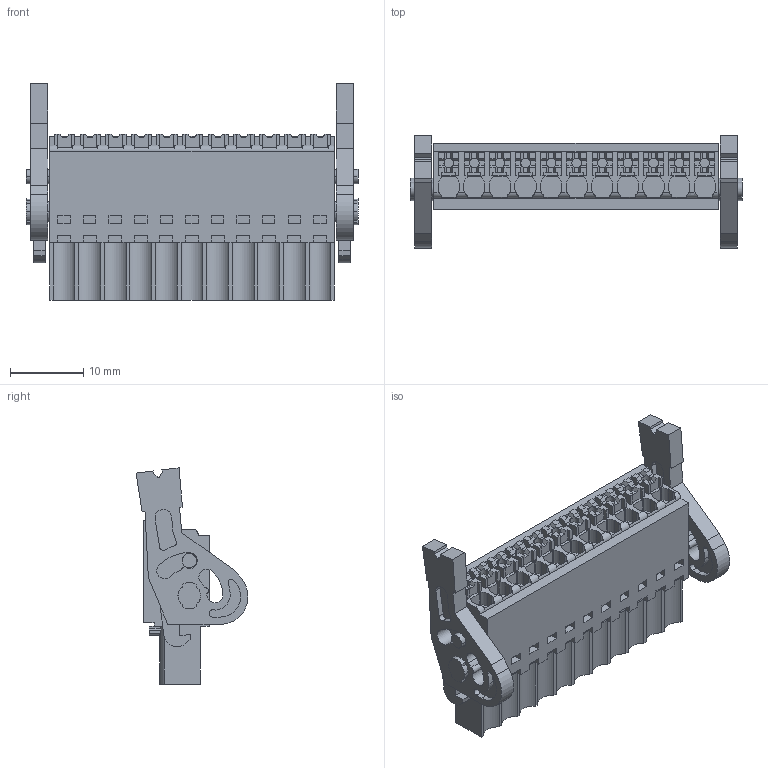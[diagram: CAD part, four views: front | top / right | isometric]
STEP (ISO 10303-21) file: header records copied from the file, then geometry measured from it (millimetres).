
FILE_DESCRIPTION(('CATIA V5 STEP Exchange','CAx-IF Rec.Pracs.--- Model Styling and Organization---1.2---2011-12-15'),'2;1');
FILE_NAME ('D1462577_0', '2017-04-26T09:44:32+00:00', ('none'), ('Weidmueller'), 'CATIA Version 5-6 Release 2014', 'CATIA V5 STEP AP214', 'none');
FILE_SCHEMA(('AUTOMOTIVE_DESIGN { 1 0 10303 214 1 1 1 1 }'));
Length unit declared in the file: millimetre
Products named in the file (1): 2459770000
Bounding box: 45.4 x 15.3 x 29.59 mm (x, y, z)
Volume: 6420.7 mm3; surface area: 5956.4 mm2
Topology: 14 solids, 14 shells, 1206 faces, 3502 edges, 2358 vertices
Faces by surface type: plane 1029, cylinder 177
Entity records: 36467 total; most frequent: CARTESIAN_POINT 7240, ORIENTED_EDGE 7004, DIRECTION 4516, EDGE_CURVE 3502, VECTOR 2831, LINE 2831, VERTEX_POINT 2358, EDGE_LOOP 1274
